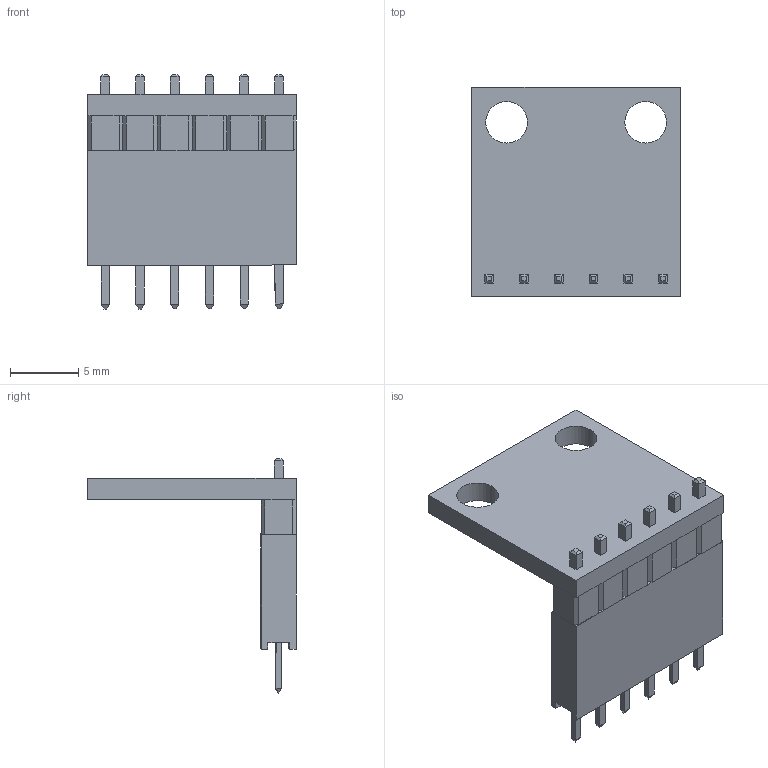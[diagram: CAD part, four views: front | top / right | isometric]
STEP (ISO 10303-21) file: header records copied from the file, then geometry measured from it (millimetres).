
FILE_DESCRIPTION(('FreeCAD Model'),'2;1');
FILE_NAME('sparkfun_TMP102.step','2018-04-05T21:58:17',('kicad StepUp'),('ksu MCAD'), 'Open CASCADE STEP processor 6.8','FreeCAD','Unknown');
FILE_SCHEMA(('AUTOMOTIVE_DESIGN_CC2 { 1 2 10303 214 -1 1 5 4 }'));
Length unit declared in the file: millimetre
Products named in the file (1): sparkfun_TMP102
Bounding box: 15.27 x 15.27 x 17.12 mm (x, y, z)
Volume: 650.3 mm3; surface area: 1593.2 mm2
Topology: 1 solids, 1 shells, 368 faces, 974 edges, 612 vertices
Faces by surface type: plane 354, cylinder 14
Full cylindrical faces by diameter (mm): 3.048 x2
Entity records: 13658 total; most frequent: CARTESIAN_POINT 1955, ORIENTED_EDGE 1948, DIRECTION 1740, EDGE_CURVE 974, LINE 946, VECTOR 946, VERTEX_POINT 612, AXIS2_PLACEMENT_3D 397
